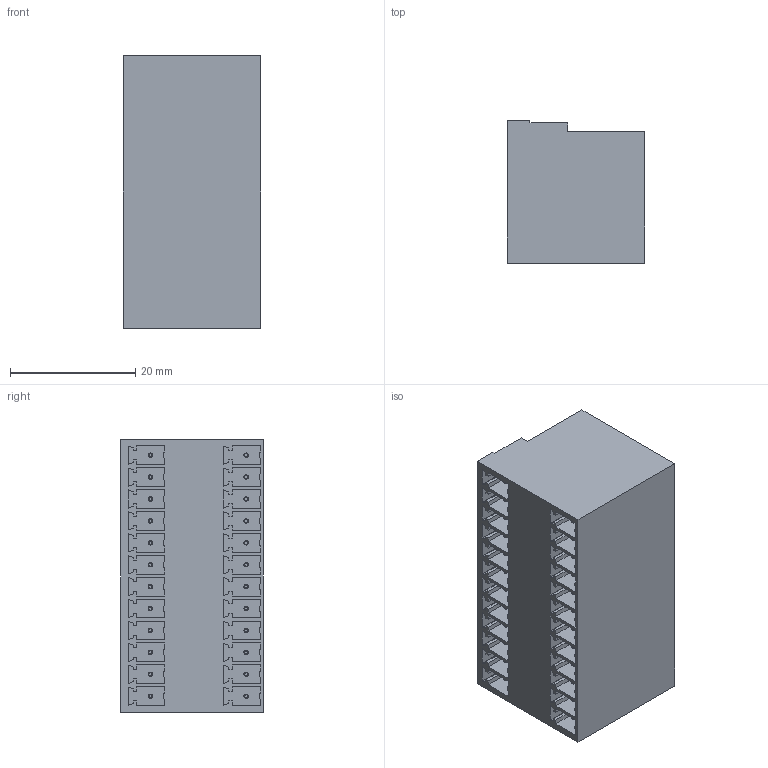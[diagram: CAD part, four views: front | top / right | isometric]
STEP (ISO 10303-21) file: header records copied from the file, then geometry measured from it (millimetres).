
FILE_DESCRIPTION (( 'STEP AP214' ), '1' );
FILE_NAME ('P-0312.STEP', '2016-09-30T12:03:25', ( '' ), ( '' ), 'SwSTEP 2.0', 'SolidWorks 2016', '' );
FILE_SCHEMA (( 'AUTOMOTIVE_DESIGN' ));
Length unit declared in the file: millimetre
Products named in the file (1): P-0312
Bounding box: 21.9 x 22.8 x 43.5 mm (x, y, z)
Volume: 18019.9 mm3; surface area: 8436 mm2
Topology: 1 solids, 1 shells, 490 faces, 1272 edges, 832 vertices
Faces by surface type: plane 370, cylinder 72, cone 48
Entity records: 16138 total; most frequent: CARTESIAN_POINT 2595, ORIENTED_EDGE 2544, DIRECTION 2446, EDGE_CURVE 1272, LINE 1080, VECTOR 1080, VERTEX_POINT 832, AXIS2_PLACEMENT_3D 683
